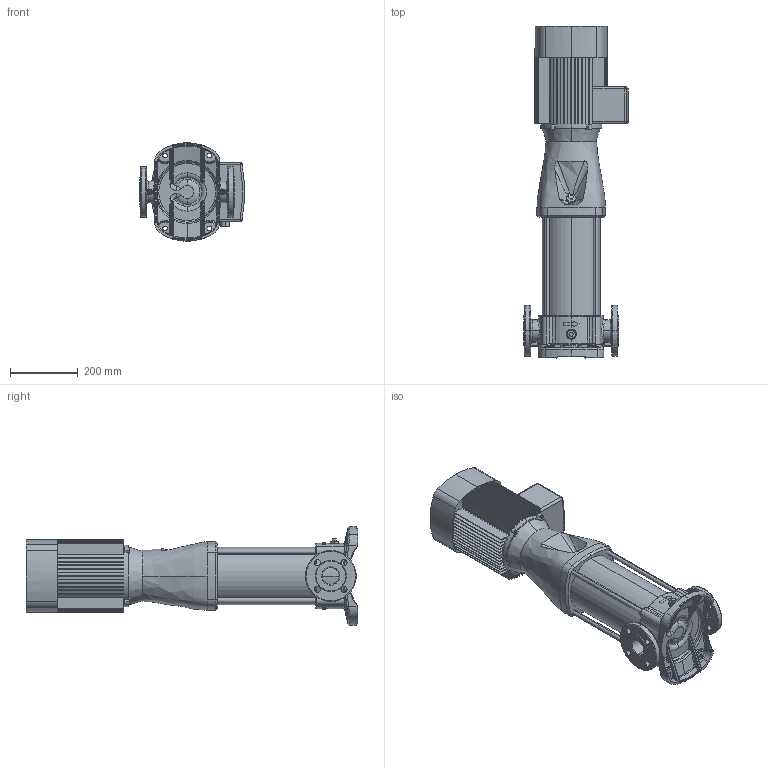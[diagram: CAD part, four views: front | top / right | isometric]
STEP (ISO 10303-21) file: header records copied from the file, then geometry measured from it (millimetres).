
FILE_DESCRIPTION (( 'STEP AP203' ), '1' );
FILE_NAME ('CDM(F)10-11 FSWP(S_L)C.STEP', '2022-08-05T12:48:44', ( '' ), ( '' ), 'SwSTEP 2.0', 'SolidWorks 2020', '' );
FILE_SCHEMA (( 'CONFIG_CONTROL_DESIGN' ));
Length unit declared in the file: millimetre
Products named in the file (4): CDM(F)10_prot_F_CDM(F)10-11_F; CDM10_fon_1_21_CDM10-11; ED_B14_YE2-112M-2 (4); CDM(F)10-11 FSWP(S_L)C
Assembly tree (3 placements, depth 2):
  CDM(F)10-11 FSWP(S_L)C
    CDM(F)10_prot_F_CDM(F)10-11_F
    CDM10_fon_1_21_CDM10-11
    ED_B14_YE2-112M-2 (4)
Bounding box: 308.24 x 979 x 290 mm (x, y, z)
Volume: 28234053.6 mm3; surface area: 1455517.5 mm2
Topology: 7 solids, 8 shells, 1173 faces, 3025 edges, 1861 vertices
Faces by surface type: bspline 348, plane 343, cylinder 275, torus 134, cone 59, sphere 14
Entity records: 73678 total; most frequent: CARTESIAN_POINT 47138, ORIENTED_EDGE 5966, DIRECTION 4874, EDGE_CURVE 2983, AXIS2_PLACEMENT_3D 1981, VERTEX_POINT 1861, EDGE_LOOP 1240, FACE_OUTER_BOUND 1173
